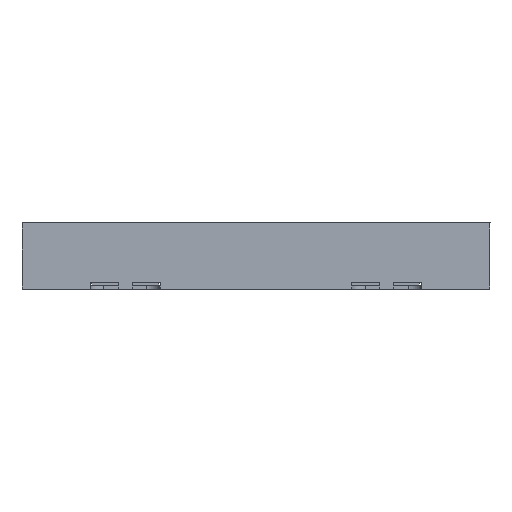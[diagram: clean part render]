
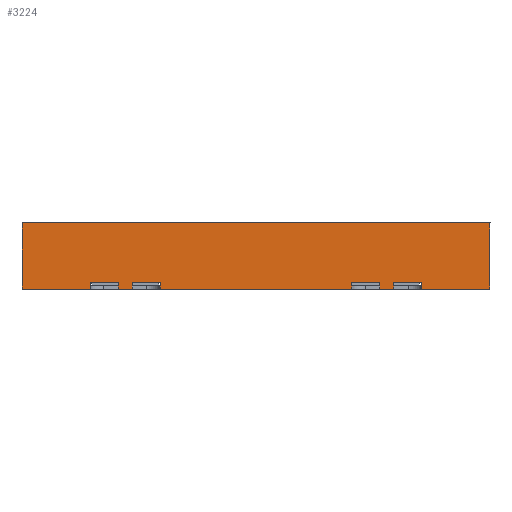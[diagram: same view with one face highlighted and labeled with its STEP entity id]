
A CAD part, front view. The second image highlights one B-rep face of the part: STEP entity #3224.
In plain terms, the highlighted planar face has unit normal (0, -1, 0).
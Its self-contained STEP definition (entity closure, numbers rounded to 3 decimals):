
#3067=AXIS2_PLACEMENT_3D('Plane Axis2P3D',#3064,#3065,#3066) ;
#568=CARTESIAN_POINT('Vertex',(34.,-18.5,2.2)) ;
#672=CARTESIAN_POINT('Vertex',(0.,-18.5,2.2)) ;
#1015=CARTESIAN_POINT('Vertex',(0.,-18.5,-0.5)) ;
#1018=CARTESIAN_POINT('Line Origine',(0.,-18.5,-0.25)) ;
#1022=CARTESIAN_POINT('Vertex',(0.,-18.5,0.)) ;
#1025=CARTESIAN_POINT('Line Origine',(0.,-18.5,1.1)) ;
#1769=CARTESIAN_POINT('Vertex',(34.,-18.5,4.2)) ;
#1802=CARTESIAN_POINT('Vertex',(34.,-18.5,4.35)) ;
#1805=CARTESIAN_POINT('Line Origine',(34.,-18.5,4.275)) ;
#1828=CARTESIAN_POINT('Vertex',(26.,-18.5,-0.5)) ;
#1831=CARTESIAN_POINT('Line Origine',(26.,-18.5,-0.25)) ;
#1835=CARTESIAN_POINT('Vertex',(26.,-18.5,0.)) ;
#1897=CARTESIAN_POINT('Vertex',(27.,-18.5,-0.5)) ;
#1904=CARTESIAN_POINT('Vertex',(27.,-18.5,0.)) ;
#1907=CARTESIAN_POINT('Line Origine',(27.,-18.5,-0.25)) ;
#1981=CARTESIAN_POINT('Line Origine',(26.5,-18.5,-0.5)) ;
#2165=CARTESIAN_POINT('Vertex',(7.,-18.5,-0.5)) ;
#2168=CARTESIAN_POINT('Line Origine',(7.,-18.5,-0.25)) ;
#2172=CARTESIAN_POINT('Vertex',(7.,-18.5,0.)) ;
#2229=CARTESIAN_POINT('Vertex',(8.,-18.5,-0.5)) ;
#2236=CARTESIAN_POINT('Vertex',(8.,-18.5,0.)) ;
#2239=CARTESIAN_POINT('Line Origine',(8.,-18.5,-0.25)) ;
#2308=CARTESIAN_POINT('Line Origine',(7.5,-18.5,-0.5)) ;
#2476=CARTESIAN_POINT('Line Origine',(0.,-18.5,4.275)) ;
#2480=CARTESIAN_POINT('Vertex',(0.,-18.5,4.2)) ;
#2482=CARTESIAN_POINT('Vertex',(0.,-18.5,4.35)) ;
#2683=CARTESIAN_POINT('Line Origine',(17.,-18.5,4.35)) ;
#3064=CARTESIAN_POINT('Axis2P3D Location',(34.,-18.5,0.)) ;
#3069=CARTESIAN_POINT('Line Origine',(9.025,-18.5,0.)) ;
#3073=CARTESIAN_POINT('Vertex',(10.05,-18.5,0.)) ;
#3076=CARTESIAN_POINT('Line Origine',(10.05,-18.5,-0.25)) ;
#3080=CARTESIAN_POINT('Vertex',(10.05,-18.5,-0.5)) ;
#3083=CARTESIAN_POINT('Line Origine',(13.525,-18.5,-0.5)) ;
#3087=CARTESIAN_POINT('Vertex',(17.,-18.5,-0.5)) ;
#3090=CARTESIAN_POINT('Line Origine',(20.475,-18.5,-0.5)) ;
#3094=CARTESIAN_POINT('Vertex',(23.95,-18.5,-0.5)) ;
#3097=CARTESIAN_POINT('Line Origine',(23.95,-18.5,-0.25)) ;
#3101=CARTESIAN_POINT('Vertex',(23.95,-18.5,0.)) ;
#3104=CARTESIAN_POINT('Line Origine',(24.975,-18.5,0.)) ;
#3109=CARTESIAN_POINT('Line Origine',(28.025,-18.5,0.)) ;
#3113=CARTESIAN_POINT('Vertex',(29.05,-18.5,0.)) ;
#3116=CARTESIAN_POINT('Line Origine',(29.05,-18.5,-0.25)) ;
#3120=CARTESIAN_POINT('Vertex',(29.05,-18.5,-0.5)) ;
#3123=CARTESIAN_POINT('Line Origine',(31.525,-18.5,-0.5)) ;
#3127=CARTESIAN_POINT('Vertex',(34.,-18.5,-0.5)) ;
#3130=CARTESIAN_POINT('Line Origine',(34.,-18.5,-0.25)) ;
#3134=CARTESIAN_POINT('Vertex',(34.,-18.5,0.)) ;
#3137=CARTESIAN_POINT('Line Origine',(34.,-18.5,1.1)) ;
#3142=CARTESIAN_POINT('Line Origine',(34.,-18.5,3.)) ;
#3146=CARTESIAN_POINT('Vertex',(34.,-18.5,3.8)) ;
#3149=CARTESIAN_POINT('Line Origine',(34.,-18.5,4.)) ;
#3154=CARTESIAN_POINT('Line Origine',(0.,-18.5,4.)) ;
#3158=CARTESIAN_POINT('Vertex',(0.,-18.5,3.8)) ;
#3161=CARTESIAN_POINT('Line Origine',(0.,-18.5,3.2)) ;
#3165=CARTESIAN_POINT('Vertex',(0.,-18.5,2.6)) ;
#3168=CARTESIAN_POINT('Line Origine',(0.,-18.5,2.4)) ;
#3173=CARTESIAN_POINT('Line Origine',(2.475,-18.5,-0.5)) ;
#3177=CARTESIAN_POINT('Vertex',(4.95,-18.5,-0.5)) ;
#3180=CARTESIAN_POINT('Line Origine',(4.95,-18.5,-0.25)) ;
#3184=CARTESIAN_POINT('Vertex',(4.95,-18.5,0.)) ;
#3187=CARTESIAN_POINT('Line Origine',(5.975,-18.5,0.)) ;
#1019=DIRECTION('Vector Direction',(0.,0.,-1.)) ;
#1026=DIRECTION('Vector Direction',(0.,0.,1.)) ;
#1806=DIRECTION('Vector Direction',(0.,0.,1.)) ;
#1832=DIRECTION('Vector Direction',(0.,0.,-1.)) ;
#1908=DIRECTION('Vector Direction',(0.,0.,-1.)) ;
#1982=DIRECTION('Vector Direction',(-1.,0.,0.)) ;
#2169=DIRECTION('Vector Direction',(0.,0.,-1.)) ;
#2240=DIRECTION('Vector Direction',(0.,0.,-1.)) ;
#2309=DIRECTION('Vector Direction',(1.,0.,0.)) ;
#2477=DIRECTION('Vector Direction',(0.,0.,1.)) ;
#2684=DIRECTION('Vector Direction',(-1.,0.,0.)) ;
#3065=DIRECTION('Axis2P3D Direction',(0.,1.,-0.)) ;
#3066=DIRECTION('Axis2P3D XDirection',(-1.,0.,0.)) ;
#3070=DIRECTION('Vector Direction',(-1.,0.,0.)) ;
#3077=DIRECTION('Vector Direction',(0.,0.,-1.)) ;
#3084=DIRECTION('Vector Direction',(1.,0.,0.)) ;
#3091=DIRECTION('Vector Direction',(-1.,0.,0.)) ;
#3098=DIRECTION('Vector Direction',(0.,0.,-1.)) ;
#3105=DIRECTION('Vector Direction',(-1.,0.,0.)) ;
#3110=DIRECTION('Vector Direction',(-1.,0.,0.)) ;
#3117=DIRECTION('Vector Direction',(0.,0.,-1.)) ;
#3124=DIRECTION('Vector Direction',(1.,0.,0.)) ;
#3131=DIRECTION('Vector Direction',(0.,0.,-1.)) ;
#3138=DIRECTION('Vector Direction',(0.,0.,1.)) ;
#3143=DIRECTION('Vector Direction',(0.,0.,1.)) ;
#3150=DIRECTION('Vector Direction',(0.,0.,1.)) ;
#3155=DIRECTION('Vector Direction',(0.,0.,1.)) ;
#3162=DIRECTION('Vector Direction',(0.,0.,1.)) ;
#3169=DIRECTION('Vector Direction',(0.,0.,1.)) ;
#3174=DIRECTION('Vector Direction',(-1.,0.,0.)) ;
#3181=DIRECTION('Vector Direction',(0.,0.,-1.)) ;
#3188=DIRECTION('Vector Direction',(-1.,0.,0.)) ;
#1020=VECTOR('Line Direction',#1019,1.) ;
#1027=VECTOR('Line Direction',#1026,1.) ;
#1807=VECTOR('Line Direction',#1806,1.) ;
#1833=VECTOR('Line Direction',#1832,1.) ;
#1909=VECTOR('Line Direction',#1908,1.) ;
#1983=VECTOR('Line Direction',#1982,1.) ;
#2170=VECTOR('Line Direction',#2169,1.) ;
#2241=VECTOR('Line Direction',#2240,1.) ;
#2310=VECTOR('Line Direction',#2309,1.) ;
#2478=VECTOR('Line Direction',#2477,1.) ;
#2685=VECTOR('Line Direction',#2684,1.) ;
#3071=VECTOR('Line Direction',#3070,1.) ;
#3078=VECTOR('Line Direction',#3077,1.) ;
#3085=VECTOR('Line Direction',#3084,1.) ;
#3092=VECTOR('Line Direction',#3091,1.) ;
#3099=VECTOR('Line Direction',#3098,1.) ;
#3106=VECTOR('Line Direction',#3105,1.) ;
#3111=VECTOR('Line Direction',#3110,1.) ;
#3118=VECTOR('Line Direction',#3117,1.) ;
#3125=VECTOR('Line Direction',#3124,1.) ;
#3132=VECTOR('Line Direction',#3131,1.) ;
#3139=VECTOR('Line Direction',#3138,1.) ;
#3144=VECTOR('Line Direction',#3143,1.) ;
#3151=VECTOR('Line Direction',#3150,1.) ;
#3156=VECTOR('Line Direction',#3155,1.) ;
#3163=VECTOR('Line Direction',#3162,1.) ;
#3170=VECTOR('Line Direction',#3169,1.) ;
#3175=VECTOR('Line Direction',#3174,1.) ;
#3182=VECTOR('Line Direction',#3181,1.) ;
#3189=VECTOR('Line Direction',#3188,1.) ;
#3193=ORIENTED_EDGE('',*,*,#2312,.T.) ;
#3194=ORIENTED_EDGE('',*,*,#2243,.F.) ;
#3195=ORIENTED_EDGE('',*,*,#3075,.T.) ;
#3196=ORIENTED_EDGE('',*,*,#3082,.T.) ;
#3197=ORIENTED_EDGE('',*,*,#3089,.T.) ;
#3198=ORIENTED_EDGE('',*,*,#3096,.T.) ;
#3199=ORIENTED_EDGE('',*,*,#3103,.F.) ;
#3200=ORIENTED_EDGE('',*,*,#3108,.T.) ;
#3201=ORIENTED_EDGE('',*,*,#1837,.T.) ;
#3202=ORIENTED_EDGE('',*,*,#1985,.T.) ;
#3203=ORIENTED_EDGE('',*,*,#1911,.F.) ;
#3204=ORIENTED_EDGE('',*,*,#3115,.T.) ;
#3205=ORIENTED_EDGE('',*,*,#3122,.T.) ;
#3206=ORIENTED_EDGE('',*,*,#3129,.T.) ;
#3207=ORIENTED_EDGE('',*,*,#3136,.F.) ;
#3208=ORIENTED_EDGE('',*,*,#3141,.T.) ;
#3209=ORIENTED_EDGE('',*,*,#3148,.F.) ;
#3210=ORIENTED_EDGE('',*,*,#3153,.F.) ;
#3211=ORIENTED_EDGE('',*,*,#1809,.T.) ;
#3212=ORIENTED_EDGE('',*,*,#2687,.F.) ;
#3213=ORIENTED_EDGE('',*,*,#2484,.F.) ;
#3214=ORIENTED_EDGE('',*,*,#3160,.F.) ;
#3215=ORIENTED_EDGE('',*,*,#3167,.T.) ;
#3216=ORIENTED_EDGE('',*,*,#3172,.F.) ;
#3217=ORIENTED_EDGE('',*,*,#1029,.F.) ;
#3218=ORIENTED_EDGE('',*,*,#1024,.T.) ;
#3219=ORIENTED_EDGE('',*,*,#3179,.T.) ;
#3220=ORIENTED_EDGE('',*,*,#3186,.F.) ;
#3221=ORIENTED_EDGE('',*,*,#3191,.T.) ;
#3222=ORIENTED_EDGE('',*,*,#2174,.T.) ;
#3224=ADVANCED_FACE('Hauptk\X2\00F6\X0\rper',(#3223),#3068,.F.) ;
#1024=EDGE_CURVE('',#1023,#1016,#1021,.T.) ;
#1029=EDGE_CURVE('',#1023,#673,#1028,.T.) ;
#1809=EDGE_CURVE('',#1770,#1803,#1808,.T.) ;
#1837=EDGE_CURVE('',#1836,#1829,#1834,.T.) ;
#1911=EDGE_CURVE('',#1905,#1898,#1910,.T.) ;
#1985=EDGE_CURVE('',#1829,#1898,#1984,.F.) ;
#2174=EDGE_CURVE('',#2173,#2166,#2171,.T.) ;
#2243=EDGE_CURVE('',#2237,#2230,#2242,.T.) ;
#2312=EDGE_CURVE('',#2166,#2230,#2311,.T.) ;
#2484=EDGE_CURVE('',#2481,#2483,#2479,.T.) ;
#2687=EDGE_CURVE('',#2483,#1803,#2686,.F.) ;
#3075=EDGE_CURVE('',#2237,#3074,#3072,.F.) ;
#3082=EDGE_CURVE('',#3074,#3081,#3079,.T.) ;
#3089=EDGE_CURVE('',#3081,#3088,#3086,.T.) ;
#3096=EDGE_CURVE('',#3088,#3095,#3093,.F.) ;
#3103=EDGE_CURVE('',#3102,#3095,#3100,.T.) ;
#3108=EDGE_CURVE('',#3102,#1836,#3107,.F.) ;
#3115=EDGE_CURVE('',#1905,#3114,#3112,.F.) ;
#3122=EDGE_CURVE('',#3114,#3121,#3119,.T.) ;
#3129=EDGE_CURVE('',#3121,#3128,#3126,.T.) ;
#3136=EDGE_CURVE('',#3135,#3128,#3133,.T.) ;
#3141=EDGE_CURVE('',#3135,#569,#3140,.T.) ;
#3148=EDGE_CURVE('',#3147,#569,#3145,.F.) ;
#3153=EDGE_CURVE('',#1770,#3147,#3152,.F.) ;
#3160=EDGE_CURVE('',#3159,#2481,#3157,.T.) ;
#3167=EDGE_CURVE('',#3159,#3166,#3164,.F.) ;
#3172=EDGE_CURVE('',#673,#3166,#3171,.T.) ;
#3179=EDGE_CURVE('',#1016,#3178,#3176,.F.) ;
#3186=EDGE_CURVE('',#3185,#3178,#3183,.T.) ;
#3191=EDGE_CURVE('',#3185,#2173,#3190,.F.) ;
#3192=EDGE_LOOP('',(#3193,#3194,#3195,#3196,#3197,#3198,#3199,#3200,#3201,#3202,#3203,#3204,#3205,#3206,#3207,#3208,#3209,#3210,#3211,#3212,#3213,#3214,#3215,#3216,#3217,#3218,#3219,#3220,#3221,#3222)) ;
#3223=FACE_OUTER_BOUND('',#3192,.T.) ;
#1021=LINE('Line',#1018,#1020) ;
#1028=LINE('Line',#1025,#1027) ;
#1808=LINE('Line',#1805,#1807) ;
#1834=LINE('Line',#1831,#1833) ;
#1910=LINE('Line',#1907,#1909) ;
#1984=LINE('Line',#1981,#1983) ;
#2171=LINE('Line',#2168,#2170) ;
#2242=LINE('Line',#2239,#2241) ;
#2311=LINE('Line',#2308,#2310) ;
#2479=LINE('Line',#2476,#2478) ;
#2686=LINE('Line',#2683,#2685) ;
#3072=LINE('Line',#3069,#3071) ;
#3079=LINE('Line',#3076,#3078) ;
#3086=LINE('Line',#3083,#3085) ;
#3093=LINE('Line',#3090,#3092) ;
#3100=LINE('Line',#3097,#3099) ;
#3107=LINE('Line',#3104,#3106) ;
#3112=LINE('Line',#3109,#3111) ;
#3119=LINE('Line',#3116,#3118) ;
#3126=LINE('Line',#3123,#3125) ;
#3133=LINE('Line',#3130,#3132) ;
#3140=LINE('Line',#3137,#3139) ;
#3145=LINE('Line',#3142,#3144) ;
#3152=LINE('Line',#3149,#3151) ;
#3157=LINE('Line',#3154,#3156) ;
#3164=LINE('Line',#3161,#3163) ;
#3171=LINE('Line',#3168,#3170) ;
#3176=LINE('Line',#3173,#3175) ;
#3183=LINE('Line',#3180,#3182) ;
#3190=LINE('Line',#3187,#3189) ;
#3068=PLANE('',#3067) ;
#569=VERTEX_POINT('',#568) ;
#673=VERTEX_POINT('',#672) ;
#1016=VERTEX_POINT('',#1015) ;
#1023=VERTEX_POINT('',#1022) ;
#1770=VERTEX_POINT('',#1769) ;
#1803=VERTEX_POINT('',#1802) ;
#1829=VERTEX_POINT('',#1828) ;
#1836=VERTEX_POINT('',#1835) ;
#1898=VERTEX_POINT('',#1897) ;
#1905=VERTEX_POINT('',#1904) ;
#2166=VERTEX_POINT('',#2165) ;
#2173=VERTEX_POINT('',#2172) ;
#2230=VERTEX_POINT('',#2229) ;
#2237=VERTEX_POINT('',#2236) ;
#2481=VERTEX_POINT('',#2480) ;
#2483=VERTEX_POINT('',#2482) ;
#3074=VERTEX_POINT('',#3073) ;
#3081=VERTEX_POINT('',#3080) ;
#3088=VERTEX_POINT('',#3087) ;
#3095=VERTEX_POINT('',#3094) ;
#3102=VERTEX_POINT('',#3101) ;
#3114=VERTEX_POINT('',#3113) ;
#3121=VERTEX_POINT('',#3120) ;
#3128=VERTEX_POINT('',#3127) ;
#3135=VERTEX_POINT('',#3134) ;
#3147=VERTEX_POINT('',#3146) ;
#3159=VERTEX_POINT('',#3158) ;
#3166=VERTEX_POINT('',#3165) ;
#3178=VERTEX_POINT('',#3177) ;
#3185=VERTEX_POINT('',#3184) ;
